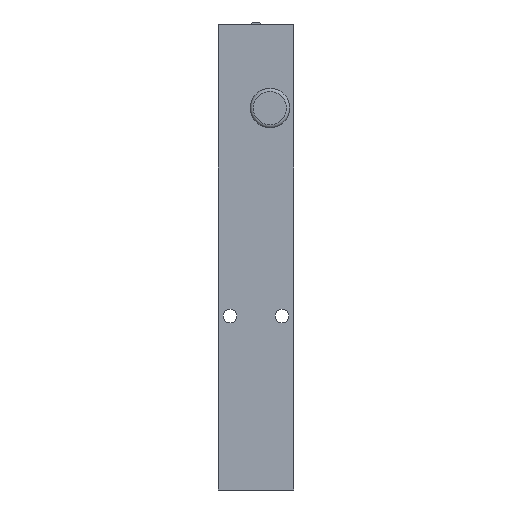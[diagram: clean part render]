
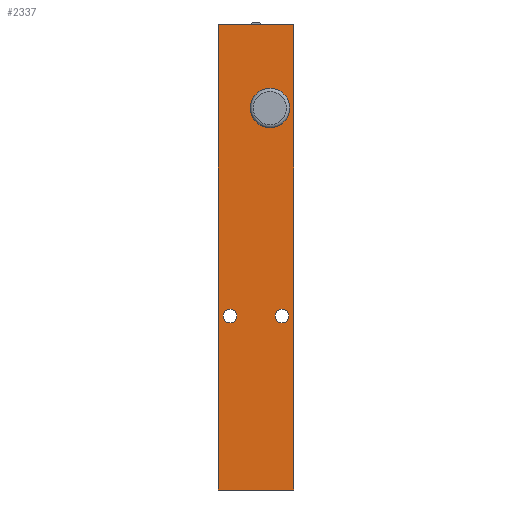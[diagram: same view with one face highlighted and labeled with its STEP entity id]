
A CAD part, front view. The second image highlights one B-rep face of the part: STEP entity #2337.
In plain terms, the highlighted planar face has unit normal (0, -1, 0).
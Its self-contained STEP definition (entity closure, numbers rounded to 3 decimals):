
#55=PLANE('',#2497);
#128=LINE('',#3441,#231);
#130=LINE('',#3446,#233);
#137=LINE('',#3474,#240);
#138=LINE('',#3476,#241);
#139=LINE('',#3478,#242);
#140=LINE('',#3480,#243);
#141=LINE('',#3481,#244);
#142=LINE('',#3483,#245);
#231=VECTOR('',#2767,1000.);
#233=VECTOR('',#2771,1000.);
#240=VECTOR('',#2806,1000.);
#241=VECTOR('',#2807,1000.);
#242=VECTOR('',#2808,1000.);
#243=VECTOR('',#2809,1000.);
#244=VECTOR('',#2810,1000.);
#245=VECTOR('',#2811,1000.);
#378=ORIENTED_EDGE('',*,*,#828,.F.);
#379=ORIENTED_EDGE('',*,*,#829,.T.);
#380=ORIENTED_EDGE('',*,*,#811,.T.);
#381=ORIENTED_EDGE('',*,*,#830,.T.);
#382=ORIENTED_EDGE('',*,*,#831,.T.);
#383=ORIENTED_EDGE('',*,*,#832,.F.);
#384=ORIENTED_EDGE('',*,*,#813,.F.);
#385=ORIENTED_EDGE('',*,*,#833,.F.);
#386=ORIENTED_EDGE('',*,*,#834,.F.);
#387=ORIENTED_EDGE('',*,*,#835,.F.);
#388=ORIENTED_EDGE('',*,*,#836,.F.);
#811=EDGE_CURVE('',#1034,#1040,#128,.T.);
#813=EDGE_CURVE('',#1041,#1043,#130,.T.);
#828=EDGE_CURVE('',#1049,#1049,#1201,.F.);
#829=EDGE_CURVE('',#1050,#1034,#137,.T.);
#830=EDGE_CURVE('',#1040,#1051,#138,.T.);
#831=EDGE_CURVE('',#1051,#1052,#139,.T.);
#832=EDGE_CURVE('',#1043,#1052,#140,.T.);
#833=EDGE_CURVE('',#1053,#1041,#141,.T.);
#834=EDGE_CURVE('',#1050,#1053,#142,.T.);
#835=EDGE_CURVE('',#1054,#1054,#1202,.T.);
#836=EDGE_CURVE('',#1055,#1055,#1203,.T.);
#1034=VERTEX_POINT('',#3428);
#1040=VERTEX_POINT('',#3440);
#1041=VERTEX_POINT('',#3444);
#1043=VERTEX_POINT('',#3447);
#1049=VERTEX_POINT('',#3473);
#1050=VERTEX_POINT('',#3475);
#1051=VERTEX_POINT('',#3477);
#1052=VERTEX_POINT('',#3479);
#1053=VERTEX_POINT('',#3482);
#1054=VERTEX_POINT('',#3485);
#1055=VERTEX_POINT('',#3487);
#1201=CIRCLE('',#2498,4.);
#1202=CIRCLE('',#2499,1.65);
#1203=CIRCLE('',#2500,1.65);
#1311=EDGE_LOOP('',(#378));
#1312=EDGE_LOOP('',(#379,#380,#381,#382,#383,#384,#385,#386));
#1313=EDGE_LOOP('',(#387));
#1314=EDGE_LOOP('',(#388));
#1514=FACE_BOUND('',#1311,.T.);
#1515=FACE_BOUND('',#1312,.T.);
#1516=FACE_BOUND('',#1313,.T.);
#1517=FACE_BOUND('',#1314,.T.);
#2337=ADVANCED_FACE('',(#1514,#1515,#1516,#1517),#55,.F.);
#2497=AXIS2_PLACEMENT_3D('',#3471,#2802,#2803);
#2498=AXIS2_PLACEMENT_3D('',#3472,#2804,#2805);
#2499=AXIS2_PLACEMENT_3D('',#3484,#2812,#2813);
#2500=AXIS2_PLACEMENT_3D('',#3486,#2814,#2815);
#2767=DIRECTION('',(0.,0.,-1.));
#2771=DIRECTION('',(0.,0.,-1.));
#2802=DIRECTION('',(0.,1.,0.));
#2803=DIRECTION('',(0.,0.,1.));
#2804=DIRECTION('',(0.,1.,0.));
#2805=DIRECTION('',(0.,0.,1.));
#2806=DIRECTION('',(0.,0.,-1.));
#2807=DIRECTION('',(0.,0.,-1.));
#2808=DIRECTION('',(1.,0.,0.));
#2809=DIRECTION('',(0.,0.,-1.));
#2810=DIRECTION('',(0.,0.,-1.));
#2811=DIRECTION('',(1.,0.,0.));
#2812=DIRECTION('',(0.,-1.,0.));
#2813=DIRECTION('',(0.,0.,-1.));
#2814=DIRECTION('',(0.,-1.,0.));
#2815=DIRECTION('',(0.,0.,-1.));
#3428=CARTESIAN_POINT('',(-9.05,0.,32.7));
#3440=CARTESIAN_POINT('',(-9.05,0.,-32.7));
#3441=CARTESIAN_POINT('',(-9.05,0.,32.75));
#3444=CARTESIAN_POINT('',(9.05,0.,32.7));
#3446=CARTESIAN_POINT('',(9.05,0.,32.75));
#3447=CARTESIAN_POINT('',(9.05,0.,-32.7));
#3471=CARTESIAN_POINT('',(-9.05,0.,32.75));
#3472=CARTESIAN_POINT('',(3.35,0.,50.));
#3473=CARTESIAN_POINT('',(3.35,0.,54.));
#3474=CARTESIAN_POINT('',(-9.05,0.,32.75));
#3475=CARTESIAN_POINT('',(-9.05,0.,70.));
#3476=CARTESIAN_POINT('',(-9.05,0.,-32.7));
#3477=CARTESIAN_POINT('',(-9.05,0.,-41.8));
#3478=CARTESIAN_POINT('',(-9.05,0.,-41.8));
#3479=CARTESIAN_POINT('',(9.05,0.,-41.8));
#3480=CARTESIAN_POINT('',(9.05,0.,-32.7));
#3481=CARTESIAN_POINT('',(9.05,0.,32.75));
#3482=CARTESIAN_POINT('',(9.05,0.,70.));
#3483=CARTESIAN_POINT('',(-9.05,0.,70.));
#3484=CARTESIAN_POINT('',(6.25,0.,0.));
#3485=CARTESIAN_POINT('',(6.25,0.,-1.65));
#3486=CARTESIAN_POINT('',(-6.25,0.,0.));
#3487=CARTESIAN_POINT('',(-6.25,0.,-1.65));
